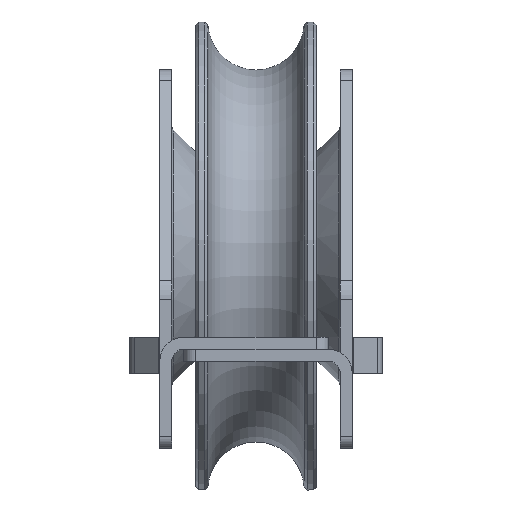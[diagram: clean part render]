
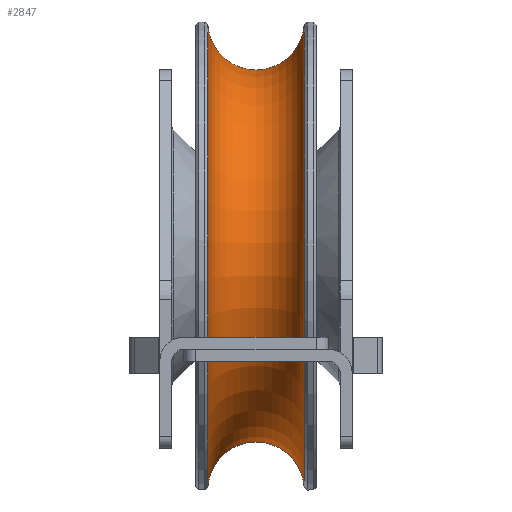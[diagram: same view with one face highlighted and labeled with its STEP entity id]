
A CAD part, left-side view. The second image highlights one B-rep face of the part: STEP entity #2847.
In plain terms, the highlighted toroidal (fillet/blend) face has major radius 39 mm and minor radius 8 mm.
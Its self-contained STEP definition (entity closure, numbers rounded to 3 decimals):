
#157=TOROIDAL_SURFACE('',#3157,39.,8.);
#340=FACE_OUTER_BOUND('',#490,.T.);
#490=EDGE_LOOP('',(#2074,#2075,#2076,#2077,#2078,#2079));
#1062=CIRCLE('',#3136,38.501);
#1063=CIRCLE('',#3137,38.501);
#1064=CIRCLE('',#3139,38.501);
#1065=CIRCLE('',#3140,38.501);
#1076=CIRCLE('',#3158,8.);
#1279=VERTEX_POINT('',#4475);
#1280=VERTEX_POINT('',#4477);
#1281=VERTEX_POINT('',#4481);
#1282=VERTEX_POINT('',#4483);
#1598=EDGE_CURVE('',#1279,#1280,#1062,.T.);
#1599=EDGE_CURVE('',#1280,#1279,#1063,.T.);
#1601=EDGE_CURVE('',#1281,#1282,#1064,.T.);
#1602=EDGE_CURVE('',#1282,#1281,#1065,.T.);
#1616=EDGE_CURVE('',#1282,#1280,#1076,.T.);
#2074=ORIENTED_EDGE('',*,*,#1601,.F.);
#2075=ORIENTED_EDGE('',*,*,#1602,.F.);
#2076=ORIENTED_EDGE('',*,*,#1616,.T.);
#2077=ORIENTED_EDGE('',*,*,#1598,.F.);
#2078=ORIENTED_EDGE('',*,*,#1599,.F.);
#2079=ORIENTED_EDGE('',*,*,#1616,.F.);
#2847=ADVANCED_FACE('',(#340),#157,.F.);
#3136=AXIS2_PLACEMENT_3D('',#4478,#3549,#3550);
#3137=AXIS2_PLACEMENT_3D('',#4479,#3551,#3552);
#3139=AXIS2_PLACEMENT_3D('',#4484,#3556,#3557);
#3140=AXIS2_PLACEMENT_3D('',#4485,#3558,#3559);
#3157=AXIS2_PLACEMENT_3D('',#4515,#3595,#3596);
#3158=AXIS2_PLACEMENT_3D('',#4516,#3597,#3598);
#3549=DIRECTION('center_axis',(0.,0.,-1.));
#3550=DIRECTION('ref_axis',(-1.,0.,0.));
#3551=DIRECTION('center_axis',(0.,0.,-1.));
#3552=DIRECTION('ref_axis',(-1.,0.,0.));
#3556=DIRECTION('center_axis',(0.,0.,1.));
#3557=DIRECTION('ref_axis',(-1.,0.,0.));
#3558=DIRECTION('center_axis',(0.,0.,1.));
#3559=DIRECTION('ref_axis',(-1.,0.,0.));
#3595=DIRECTION('center_axis',(0.,0.,1.));
#3596=DIRECTION('ref_axis',(1.,0.,0.));
#3597=DIRECTION('center_axis',(0.,1.,0.));
#3598=DIRECTION('ref_axis',(-1.,0.,0.));
#4475=CARTESIAN_POINT('',(38.501,0.,-7.984));
#4477=CARTESIAN_POINT('',(-38.501,0.,-7.984));
#4478=CARTESIAN_POINT('Origin',(0.,0.,-7.984));
#4479=CARTESIAN_POINT('Origin',(0.,0.,-7.984));
#4481=CARTESIAN_POINT('',(38.501,0.,7.984));
#4483=CARTESIAN_POINT('',(-38.501,0.,7.984));
#4484=CARTESIAN_POINT('Origin',(0.,0.,7.984));
#4485=CARTESIAN_POINT('Origin',(0.,0.,7.984));
#4515=CARTESIAN_POINT('Origin',(0.,0.,0.));
#4516=CARTESIAN_POINT('Origin',(-39.,0.,0.));
